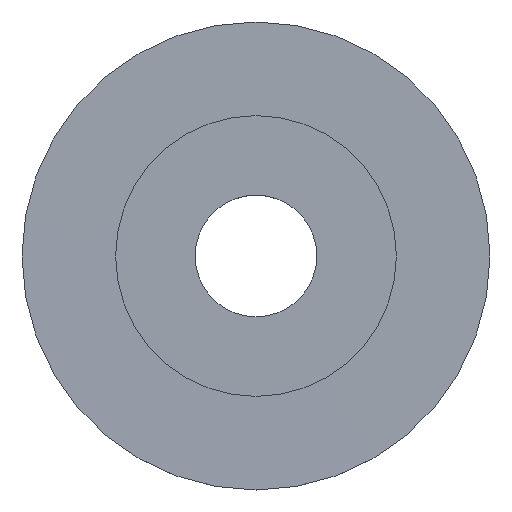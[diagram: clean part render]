
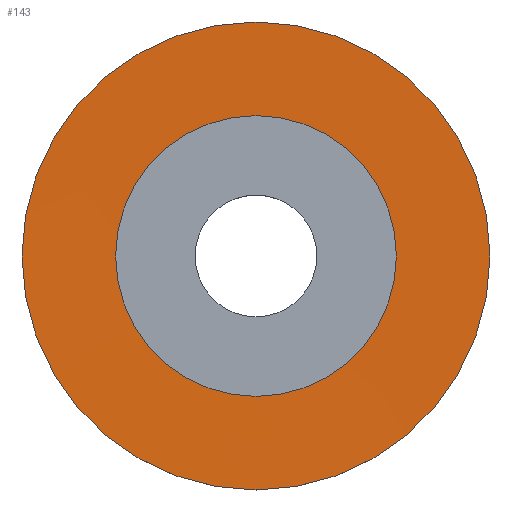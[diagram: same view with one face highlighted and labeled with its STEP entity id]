
A CAD part, top view. The second image highlights one B-rep face of the part: STEP entity #143.
In plain terms, the highlighted conical face has half-angle 89.828 degrees and reference radius 25 mm.
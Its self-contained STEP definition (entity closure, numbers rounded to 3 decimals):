
#2 = DIRECTION ( 'NONE',  ( 0., 0., 1. ) ) ;
#30 = EDGE_LOOP ( 'NONE', ( #169 ) ) ;
#39 = DIRECTION ( 'NONE',  ( 0., 0., -1. ) ) ;
#40 = FACE_BOUND ( 'NONE', #30, .T. ) ;
#49 = EDGE_LOOP ( 'NONE', ( #52 ) ) ;
#52 = ORIENTED_EDGE ( 'NONE', *, *, #218, .F. ) ;
#58 = EDGE_CURVE ( 'NONE', #209, #209, #82, .T. ) ;
#62 = AXIS2_PLACEMENT_3D ( 'NONE', #114, #2, #197 ) ;
#73 = DIRECTION ( 'NONE',  ( 0., 1., 0. ) ) ;
#82 = CIRCLE ( 'NONE', #216, 15. ) ;
#96 = CARTESIAN_POINT ( 'NONE',  ( 0., 25., 1. ) ) ;
#109 = VERTEX_POINT ( 'NONE', #96 ) ;
#114 = CARTESIAN_POINT ( 'NONE',  ( 0., 0., 1. ) ) ;
#119 = CIRCLE ( 'NONE', #166, 25. ) ;
#120 = DIRECTION ( 'NONE',  ( 0., 1., 0. ) ) ;
#143 = ADVANCED_FACE ( 'NONE', ( #40, #225 ), #175, .F. ) ;
#146 = DIRECTION ( 'NONE',  ( 0., 0., -1. ) ) ;
#166 = AXIS2_PLACEMENT_3D ( 'NONE', #248, #146, #73 ) ;
#169 = ORIENTED_EDGE ( 'NONE', *, *, #58, .T. ) ;
#175 = CONICAL_SURFACE ( 'NONE', #62, 25., 1.568 ) ;
#197 = DIRECTION ( 'NONE',  ( 0., -1., 0. ) ) ;
#209 = VERTEX_POINT ( 'NONE', #229 ) ;
#215 = CARTESIAN_POINT ( 'NONE',  ( 0., 0., 0.97 ) ) ;
#216 = AXIS2_PLACEMENT_3D ( 'NONE', #215, #39, #120 ) ;
#218 = EDGE_CURVE ( 'NONE', #109, #109, #119, .T. ) ;
#225 = FACE_OUTER_BOUND ( 'NONE', #49, .T. ) ;
#229 = CARTESIAN_POINT ( 'NONE',  ( 0., 15., 0.97 ) ) ;
#248 = CARTESIAN_POINT ( 'NONE',  ( 0., 0., 1. ) ) ;
